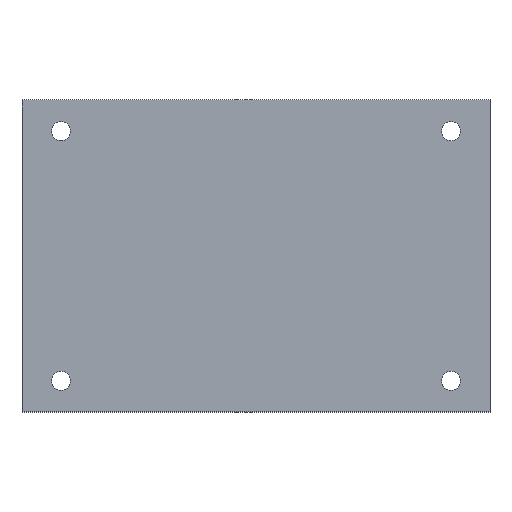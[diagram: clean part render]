
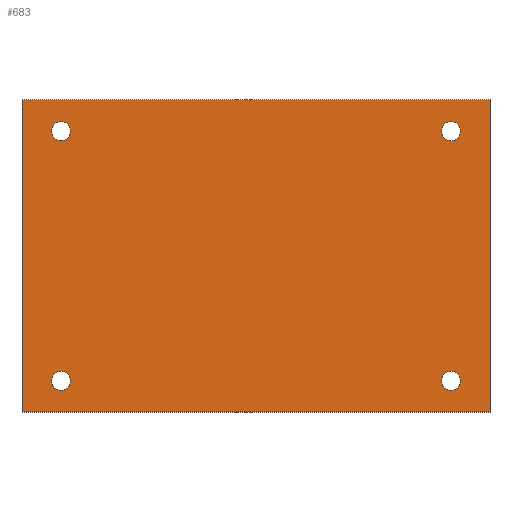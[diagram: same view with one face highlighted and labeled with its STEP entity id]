
A CAD part, top view. The second image highlights one B-rep face of the part: STEP entity #683.
In plain terms, the highlighted planar face has unit normal (0, 0, 1).
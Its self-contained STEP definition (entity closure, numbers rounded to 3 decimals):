
#4 = VERTEX_POINT ( 'NONE', #903 ) ;
#19 = EDGE_CURVE ( 'NONE', #4, #731, #689, .T. ) ;
#20 = VERTEX_POINT ( 'NONE', #693 ) ;
#24 = EDGE_CURVE ( 'NONE', #437, #830, #638, .T. ) ;
#30 = EDGE_CURVE ( 'NONE', #181, #672, #350, .T. ) ;
#34 = ORIENTED_EDGE ( 'NONE', *, *, #812, .F. ) ;
#50 = CARTESIAN_POINT ( 'NONE',  ( 30., 20., 4. ) ) ;
#57 = VECTOR ( 'NONE', #199, 1000. ) ;
#78 = CARTESIAN_POINT ( 'NONE',  ( 25., 16., 4. ) ) ;
#85 = ORIENTED_EDGE ( 'NONE', *, *, #549, .F. ) ;
#94 = CARTESIAN_POINT ( 'NONE',  ( -26.219, -16., 4. ) ) ;
#103 = EDGE_CURVE ( 'NONE', #270, #20, #185, .T. ) ;
#108 = FACE_BOUND ( 'NONE', #900, .T. ) ;
#126 = DIRECTION ( 'NONE',  ( 0., 0., 1. ) ) ;
#139 = DIRECTION ( 'NONE',  ( 1., 0., 0. ) ) ;
#141 = CARTESIAN_POINT ( 'NONE',  ( 23.781, 16., 4. ) ) ;
#142 = AXIS2_PLACEMENT_3D ( 'NONE', #545, #414, #918 ) ;
#146 = AXIS2_PLACEMENT_3D ( 'NONE', #78, #708, #358 ) ;
#153 = CARTESIAN_POINT ( 'NONE',  ( 26.219, 16., 4. ) ) ;
#159 = EDGE_LOOP ( 'NONE', ( #458, #226 ) ) ;
#173 = CARTESIAN_POINT ( 'NONE',  ( -30., -20., 4. ) ) ;
#175 = DIRECTION ( 'NONE',  ( 0., 0., 1. ) ) ;
#181 = VERTEX_POINT ( 'NONE', #379 ) ;
#185 = CIRCLE ( 'NONE', #813, 1.219 ) ;
#187 = FACE_BOUND ( 'NONE', #159, .T. ) ;
#191 = CARTESIAN_POINT ( 'NONE',  ( -26.219, 16., 4. ) ) ;
#195 = DIRECTION ( 'NONE',  ( 1., 0., 0. ) ) ;
#198 = FACE_OUTER_BOUND ( 'NONE', #376, .T. ) ;
#199 = DIRECTION ( 'NONE',  ( 0., -1., 0. ) ) ;
#200 = CARTESIAN_POINT ( 'NONE',  ( 25., -16., 4. ) ) ;
#212 = VERTEX_POINT ( 'NONE', #94 ) ;
#224 = CARTESIAN_POINT ( 'NONE',  ( 30., 20., 4. ) ) ;
#226 = ORIENTED_EDGE ( 'NONE', *, *, #531, .F. ) ;
#252 = EDGE_CURVE ( 'NONE', #731, #644, #688, .T. ) ;
#253 = ORIENTED_EDGE ( 'NONE', *, *, #24, .F. ) ;
#261 = AXIS2_PLACEMENT_3D ( 'NONE', #788, #526, #315 ) ;
#266 = EDGE_CURVE ( 'NONE', #20, #270, #322, .T. ) ;
#270 = VERTEX_POINT ( 'NONE', #191 ) ;
#272 = LINE ( 'NONE', #548, #57 ) ;
#273 = EDGE_CURVE ( 'NONE', #212, #475, #711, .T. ) ;
#276 = VECTOR ( 'NONE', #829, 1000. ) ;
#293 = EDGE_CURVE ( 'NONE', #644, #480, #272, .T. ) ;
#295 = VECTOR ( 'NONE', #310, 1000. ) ;
#310 = DIRECTION ( 'NONE',  ( 1., 0., 0. ) ) ;
#315 = DIRECTION ( 'NONE',  ( 1., 0., 0. ) ) ;
#321 = ORIENTED_EDGE ( 'NONE', *, *, #266, .F. ) ;
#322 = CIRCLE ( 'NONE', #817, 1.219 ) ;
#325 = DIRECTION ( 'NONE',  ( 0., 0., 1. ) ) ;
#328 = EDGE_LOOP ( 'NONE', ( #34, #253 ) ) ;
#350 = CIRCLE ( 'NONE', #608, 1.219 ) ;
#351 = ORIENTED_EDGE ( 'NONE', *, *, #30, .F. ) ;
#358 = DIRECTION ( 'NONE',  ( 1., 0., 0. ) ) ;
#369 = CARTESIAN_POINT ( 'NONE',  ( 25., -16., 4. ) ) ;
#372 = CARTESIAN_POINT ( 'NONE',  ( -30., 20., 4. ) ) ;
#376 = EDGE_LOOP ( 'NONE', ( #405, #433, #532, #664 ) ) ;
#379 = CARTESIAN_POINT ( 'NONE',  ( 23.781, -16., 4. ) ) ;
#381 = AXIS2_PLACEMENT_3D ( 'NONE', #369, #880, #575 ) ;
#391 = FACE_BOUND ( 'NONE', #753, .T. ) ;
#404 = CARTESIAN_POINT ( 'NONE',  ( -25., 16., 4. ) ) ;
#405 = ORIENTED_EDGE ( 'NONE', *, *, #19, .T. ) ;
#409 = DIRECTION ( 'NONE',  ( 0., 0., 1. ) ) ;
#414 = DIRECTION ( 'NONE',  ( 0., 0., 1. ) ) ;
#415 = ORIENTED_EDGE ( 'NONE', *, *, #103, .F. ) ;
#433 = ORIENTED_EDGE ( 'NONE', *, *, #252, .T. ) ;
#437 = VERTEX_POINT ( 'NONE', #153 ) ;
#438 = CARTESIAN_POINT ( 'NONE',  ( -30., -20., 4. ) ) ;
#458 = ORIENTED_EDGE ( 'NONE', *, *, #273, .F. ) ;
#465 = CARTESIAN_POINT ( 'NONE',  ( -25., -16., 4. ) ) ;
#468 = PLANE ( 'NONE',  #818 ) ;
#475 = VERTEX_POINT ( 'NONE', #497 ) ;
#480 = VERTEX_POINT ( 'NONE', #438 ) ;
#497 = CARTESIAN_POINT ( 'NONE',  ( -23.781, -16., 4. ) ) ;
#520 = LINE ( 'NONE', #173, #295 ) ;
#526 = DIRECTION ( 'NONE',  ( 0., 0., 1. ) ) ;
#530 = DIRECTION ( 'NONE',  ( 1., 0., 0. ) ) ;
#531 = EDGE_CURVE ( 'NONE', #475, #212, #852, .T. ) ;
#532 = ORIENTED_EDGE ( 'NONE', *, *, #293, .T. ) ;
#540 = DIRECTION ( 'NONE',  ( 0., 0., 1. ) ) ;
#545 = CARTESIAN_POINT ( 'NONE',  ( 25., 16., 4. ) ) ;
#547 = CARTESIAN_POINT ( 'NONE',  ( 26.219, -16., 4. ) ) ;
#548 = CARTESIAN_POINT ( 'NONE',  ( -30., 20., 4. ) ) ;
#549 = EDGE_CURVE ( 'NONE', #672, #181, #769, .T. ) ;
#575 = DIRECTION ( 'NONE',  ( 1., 0., 0. ) ) ;
#589 = EDGE_CURVE ( 'NONE', #480, #4, #520, .T. ) ;
#608 = AXIS2_PLACEMENT_3D ( 'NONE', #200, #409, #139 ) ;
#619 = DIRECTION ( 'NONE',  ( -1., 0., 0. ) ) ;
#627 = VECTOR ( 'NONE', #619, 1000. ) ;
#638 = CIRCLE ( 'NONE', #142, 1.219 ) ;
#644 = VERTEX_POINT ( 'NONE', #372 ) ;
#664 = ORIENTED_EDGE ( 'NONE', *, *, #589, .T. ) ;
#672 = VERTEX_POINT ( 'NONE', #547 ) ;
#683 = ADVANCED_FACE ( 'NONE', ( #187, #108, #896, #391, #198 ), #468, .T. ) ;
#686 = DIRECTION ( 'NONE',  ( 1., 0., 0. ) ) ;
#688 = LINE ( 'NONE', #827, #627 ) ;
#689 = LINE ( 'NONE', #224, #276 ) ;
#693 = CARTESIAN_POINT ( 'NONE',  ( -23.781, 16., 4. ) ) ;
#708 = DIRECTION ( 'NONE',  ( 0., 0., 1. ) ) ;
#711 = CIRCLE ( 'NONE', #835, 1.219 ) ;
#731 = VERTEX_POINT ( 'NONE', #50 ) ;
#753 = EDGE_LOOP ( 'NONE', ( #351, #85 ) ) ;
#769 = CIRCLE ( 'NONE', #381, 1.219 ) ;
#788 = CARTESIAN_POINT ( 'NONE',  ( -25., -16., 4. ) ) ;
#800 = CARTESIAN_POINT ( 'NONE',  ( -25., 16., 4. ) ) ;
#802 = CIRCLE ( 'NONE', #146, 1.219 ) ;
#812 = EDGE_CURVE ( 'NONE', #830, #437, #802, .T. ) ;
#813 = AXIS2_PLACEMENT_3D ( 'NONE', #800, #175, #863 ) ;
#814 = CARTESIAN_POINT ( 'NONE',  ( 0., 0., 4. ) ) ;
#817 = AXIS2_PLACEMENT_3D ( 'NONE', #404, #540, #530 ) ;
#818 = AXIS2_PLACEMENT_3D ( 'NONE', #814, #126, #686 ) ;
#827 = CARTESIAN_POINT ( 'NONE',  ( -30., 20., 4. ) ) ;
#829 = DIRECTION ( 'NONE',  ( 0., 1., 0. ) ) ;
#830 = VERTEX_POINT ( 'NONE', #141 ) ;
#835 = AXIS2_PLACEMENT_3D ( 'NONE', #465, #325, #195 ) ;
#852 = CIRCLE ( 'NONE', #261, 1.219 ) ;
#863 = DIRECTION ( 'NONE',  ( 1., 0., 0. ) ) ;
#880 = DIRECTION ( 'NONE',  ( 0., 0., 1. ) ) ;
#896 = FACE_BOUND ( 'NONE', #328, .T. ) ;
#900 = EDGE_LOOP ( 'NONE', ( #415, #321 ) ) ;
#903 = CARTESIAN_POINT ( 'NONE',  ( 30., -20., 4. ) ) ;
#918 = DIRECTION ( 'NONE',  ( 1., 0., 0. ) ) ;
